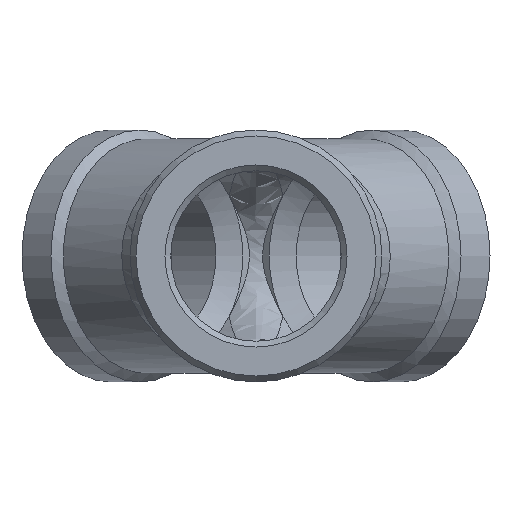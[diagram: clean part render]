
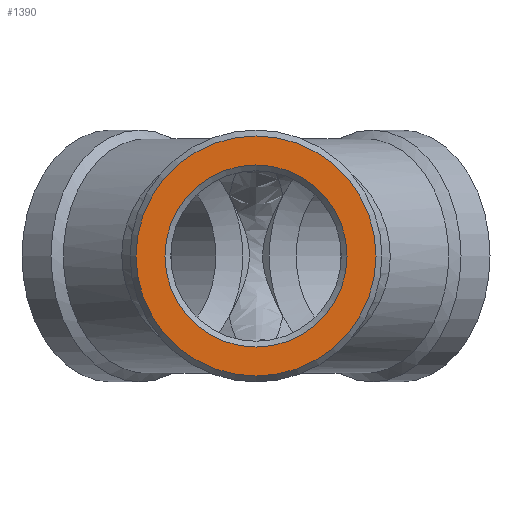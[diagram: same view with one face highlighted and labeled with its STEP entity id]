
A CAD part, front view. The second image highlights one B-rep face of the part: STEP entity #1390.
In plain terms, the highlighted planar face has unit normal (0, -1, 0).
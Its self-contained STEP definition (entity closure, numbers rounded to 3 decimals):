
#254=CIRCLE('',#1517,20.5);
#255=CIRCLE('',#1518,15.55);
#528=ORIENTED_EDGE('',*,*,#838,.F.);
#529=ORIENTED_EDGE('',*,*,#839,.T.);
#838=EDGE_CURVE('',#979,#979,#254,.T.);
#839=EDGE_CURVE('',#980,#980,#255,.T.);
#979=VERTEX_POINT('',#3530);
#980=VERTEX_POINT('',#3532);
#1133=EDGE_LOOP('',(#528));
#1134=EDGE_LOOP('',(#529));
#1252=FACE_BOUND('',#1133,.T.);
#1253=FACE_BOUND('',#1134,.T.);
#1329=PLANE('',#1516);
#1390=ADVANCED_FACE('',(#1252,#1253),#1329,.T.);
#1516=AXIS2_PLACEMENT_3D('',#3528,#1779,#1780);
#1517=AXIS2_PLACEMENT_3D('',#3529,#1781,#1782);
#1518=AXIS2_PLACEMENT_3D('',#3531,#1783,#1784);
#1779=DIRECTION('',(0.,-1.,0.));
#1780=DIRECTION('',(0.,0.,-1.));
#1781=DIRECTION('',(0.,1.,0.));
#1782=DIRECTION('',(0.,0.,1.));
#1783=DIRECTION('',(0.,1.,0.));
#1784=DIRECTION('',(0.,0.,-1.));
#3528=CARTESIAN_POINT('',(0.,-41.,0.));
#3529=CARTESIAN_POINT('',(0.,-41.,0.));
#3530=CARTESIAN_POINT('',(0.,-41.,20.5));
#3531=CARTESIAN_POINT('',(0.,-41.,0.));
#3532=CARTESIAN_POINT('',(0.,-41.,-15.55));
